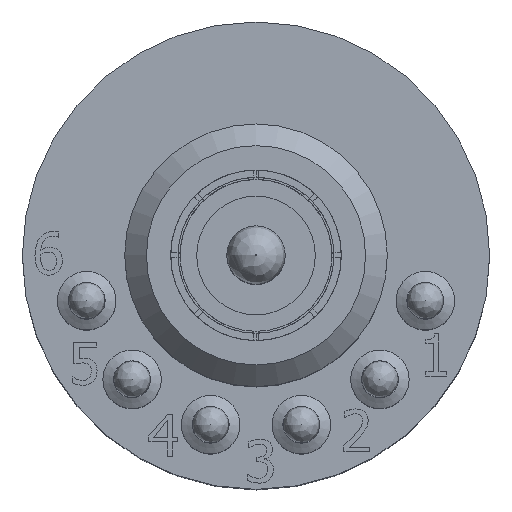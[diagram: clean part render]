
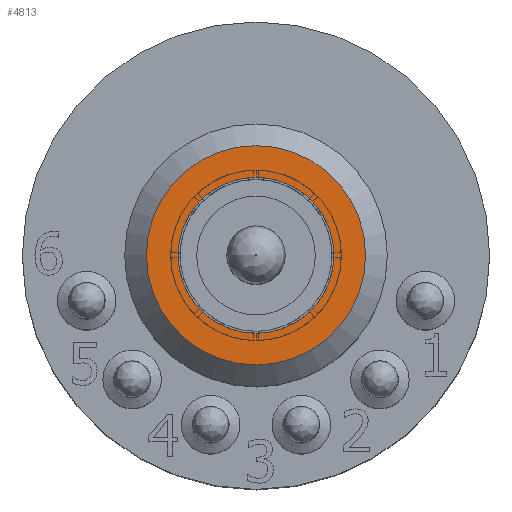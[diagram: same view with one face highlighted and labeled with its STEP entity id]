
A CAD part, top view. The second image highlights one B-rep face of the part: STEP entity #4813.
In plain terms, the highlighted planar face has unit normal (0, 0, 1).
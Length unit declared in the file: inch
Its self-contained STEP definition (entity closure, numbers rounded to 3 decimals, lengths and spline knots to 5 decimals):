
#213=PLANE($,#5235);
#979=CIRCLE($,#5155,0.16672);
#993=CIRCLE($,#5182,0.2345);
#1024=CIRCLE($,#5236,0.16672);
#1149=FACE_BOUND($,#1793,.T.);
#1417=FACE_OUTER_BOUND($,#1792,.T.);
#1792=EDGE_LOOP($,(#4394));
#1793=EDGE_LOOP($,(#4395,#4396));
#2424=VERTEX_POINT($,#9219);
#2425=VERTEX_POINT($,#9220);
#2440=VERTEX_POINT($,#9274);
#3084=EDGE_CURVE($,#2424,#2425,#979,.T.);
#3100=EDGE_CURVE($,#2440,#2440,#993,.T.);
#3132=EDGE_CURVE($,#2425,#2424,#1024,.T.);
#4394=ORIENTED_EDGE($,*,*,#3100,.T.);
#4395=ORIENTED_EDGE($,*,*,#3084,.F.);
#4396=ORIENTED_EDGE($,*,*,#3132,.F.);
#4813=ADVANCED_FACE($,(#1417,#1149),#213,.T.);
#5155=AXIS2_PLACEMENT_3D($,#9221,#6140,#6141);
#5182=AXIS2_PLACEMENT_3D($,#9275,#6194,#6195);
#5235=AXIS2_PLACEMENT_3D($,#9387,#6300,#6301);
#5236=AXIS2_PLACEMENT_3D($,#9388,#6302,#6303);
#6140=DIRECTION('center_axis',(0.,0.,1.));
#6141=DIRECTION('ref_axis',(0.,-1.,0.));
#6194=DIRECTION('center_axis',(0.,0.,1.));
#6195=DIRECTION('ref_axis',(0.,-1.,0.));
#6300=DIRECTION('center_axis',(0.,0.,1.));
#6301=DIRECTION('ref_axis',(0.,-1.,0.));
#6302=DIRECTION('center_axis',(0.,0.,1.));
#6303=DIRECTION('ref_axis',(0.,-1.,0.));
#9219=CARTESIAN_POINT('',(0.,0.16672,0.2425));
#9220=CARTESIAN_POINT('',(0.,-0.16672,0.2425));
#9221=CARTESIAN_POINT('Origin',(0.,0.,0.2425));
#9274=CARTESIAN_POINT('',(0.,0.2345,0.2425));
#9275=CARTESIAN_POINT('Origin',(0.,0.,0.2425));
#9387=CARTESIAN_POINT('Origin',(0.,0.,0.2425));
#9388=CARTESIAN_POINT('Origin',(0.,0.,0.2425));
